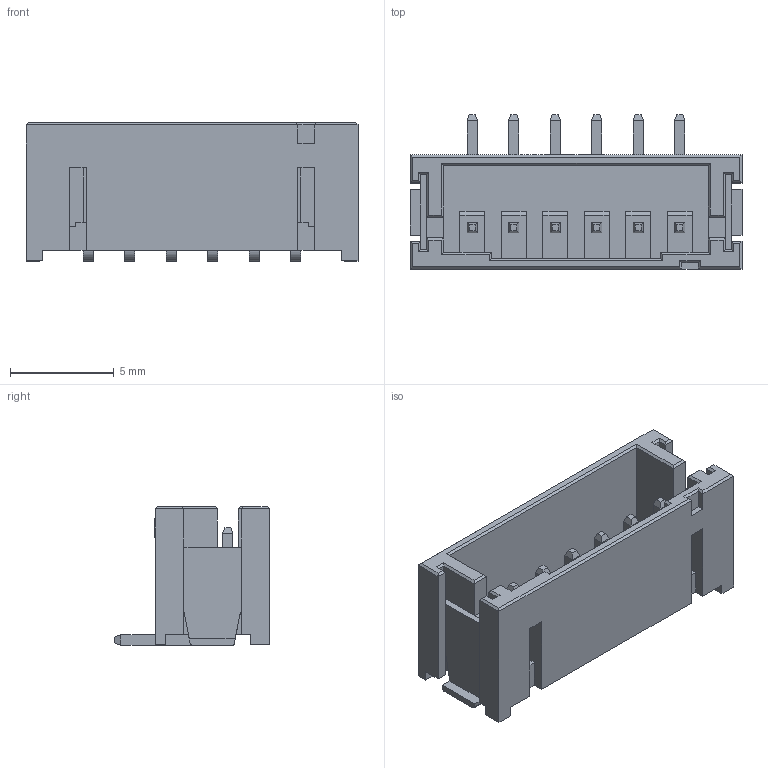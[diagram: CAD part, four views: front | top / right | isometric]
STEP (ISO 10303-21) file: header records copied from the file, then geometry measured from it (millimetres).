
FILE_DESCRIPTION (( 'STEP AP214' ), '1' );
FILE_NAME ('HDGC2001WV-S-6P.STEP', '2022-11-21T04:01:51', ( 'PC' ), ( 'Microsoft' ), 'SwSTEP 2.0', 'SolidWorks 2020', '' );
FILE_SCHEMA (( 'AUTOMOTIVE_DESIGN' ));
Length unit declared in the file: millimetre
Products named in the file (1): HDGC2001WV-S-6P
Bounding box: 16 x 7.45 x 6.67 mm (x, y, z)
Volume: 246.6 mm3; surface area: 847.8 mm2
Topology: 3 solids, 3 shells, 548 faces, 1447 edges, 932 vertices
Faces by surface type: plane 424, bspline 102, cylinder 22
Entity records: 23211 total; most frequent: CARTESIAN_POINT 4314, ORIENTED_EDGE 2894, DIRECTION 2165, EDGE_CURVE 1447, LINE 1199, VECTOR 1199, VERTEX_POINT 932, EDGE_LOOP 579
